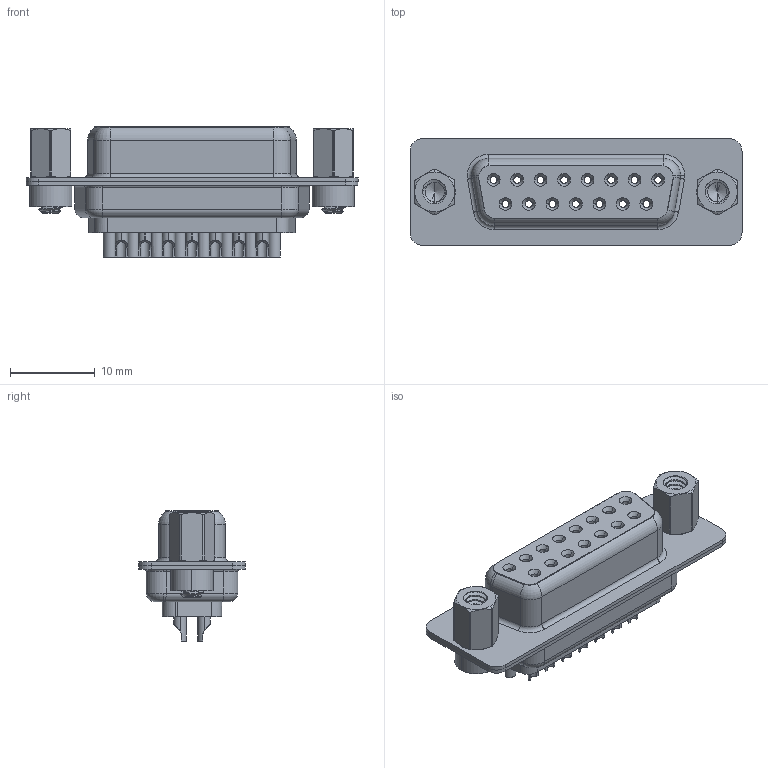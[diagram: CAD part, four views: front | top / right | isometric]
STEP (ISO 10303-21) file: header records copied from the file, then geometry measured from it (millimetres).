
FILE_DESCRIPTION (( 'STEP AP203' ), '1' );
FILE_NAME ('628-015-222-063.STEP', '2020-07-13T23:52:25', ( '' ), ( '' ), 'SwSTEP 2.0', 'SolidWorks 2020', '' );
FILE_SCHEMA (( 'CONFIG_CONTROL_DESIGN' ));
Length unit declared in the file: millimetre
Products named in the file (8): 628-015-222-063; 628 Shell Front_15 Contacts; 628 4-40 Threaded Rivet; 628 Contact Row 1_22L; 628 Contact Row 2_22L; 628 Housing_15 LP; 628 4-40 Hex Standoff; 628 Shell Rear_15 Contacts
Assembly tree (22 placements, depth 2):
  628-015-222-063
    628 Housing_15 LP
    628 Shell Front_15 Contacts
    628 Shell Rear_15 Contacts
    628 Contact Row 1_22L  x8
    628 Contact Row 2_22L  x7
    628 4-40 Threaded Rivet  x2
    628 4-40 Hex Standoff  x2
Bounding box: 39.15 x 12.6 x 15.35 mm (x, y, z)
Volume: 2755.1 mm3; surface area: 6825.8 mm2
Topology: 22 solids, 22 shells, 1736 faces, 4413 edges, 2777 vertices
Faces by surface type: cylinder 582, plane 404, torus 327, bspline 318, cone 105
Entity records: 26147 total; most frequent: CARTESIAN_POINT 9711, DIRECTION 3237, ORIENTED_EDGE 3174, EDGE_CURVE 1587, AXIS2_PLACEMENT_3D 1340, VERTEX_POINT 1003, EDGE_LOOP 754, CIRCLE 710
